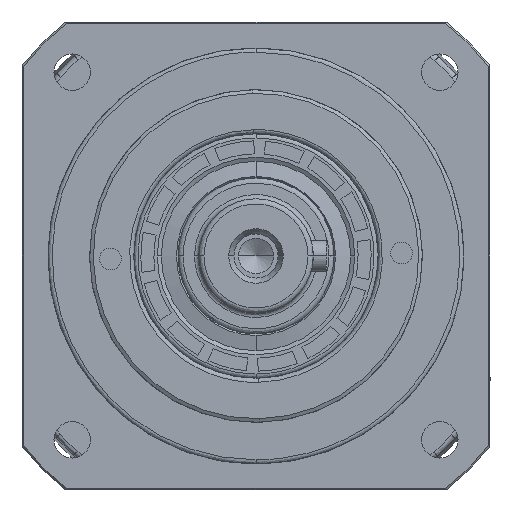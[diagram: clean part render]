
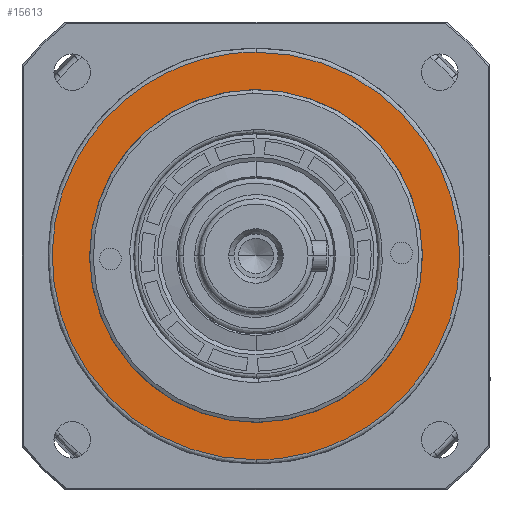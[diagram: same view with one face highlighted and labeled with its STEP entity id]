
A CAD part, left-side view. The second image highlights one B-rep face of the part: STEP entity #15613.
In plain terms, the highlighted planar face has unit normal (-1, 0, 0).
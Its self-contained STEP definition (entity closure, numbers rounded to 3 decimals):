
#1526 = EDGE_CURVE ( 'NONE', #35258, #2102, #3999, .T. ) ;
#2102 = VERTEX_POINT ( 'NONE', #15732 ) ;
#2306 = EDGE_LOOP ( 'NONE', ( #10171, #9198 ) ) ;
#3156 = CARTESIAN_POINT ( 'NONE',  ( 0., 0., 32. ) ) ;
#3353 = EDGE_LOOP ( 'NONE', ( #25177, #20354 ) ) ;
#3999 =( BOUNDED_CURVE ( )  B_SPLINE_CURVE ( 3, ( #24116, #24265, #24348, #24222 ),
 .UNSPECIFIED., .F., .T. ) 
 B_SPLINE_CURVE_WITH_KNOTS ( ( 4, 4 ),
 ( 0., 1. ),
 .UNSPECIFIED. ) 
 CURVE ( )  GEOMETRIC_REPRESENTATION_ITEM ( )  RATIONAL_B_SPLINE_CURVE ( ( 1., 0.333, 0.333, 1. ) ) 
 REPRESENTATION_ITEM ( '' )  );
#6524 = CARTESIAN_POINT ( 'NONE',  ( 0., 78.399, 39.2 ) ) ;
#6651 = CARTESIAN_POINT ( 'NONE',  ( 0., 0., 39.2 ) ) ;
#6970 = VERTEX_POINT ( 'NONE', #3156 ) ;
#7503 = CARTESIAN_POINT ( 'NONE',  ( 0., 0., -39.2 ) ) ;
#9198 = ORIENTED_EDGE ( 'NONE', *, *, #18925, .F. ) ;
#10171 = ORIENTED_EDGE ( 'NONE', *, *, #1526, .F. ) ;
#10264 = CARTESIAN_POINT ( 'NONE',  ( 0., 78.399, -39.2 ) ) ;
#10334 = DIRECTION ( 'NONE',  ( 0., 0., -1. ) ) ;
#10452 = DIRECTION ( 'NONE',  ( 1., 0., 0. ) ) ;
#13586 = AXIS2_PLACEMENT_3D ( 'NONE', #17594, #17431, #16830 ) ;
#15613 = ADVANCED_FACE ( 'NONE', ( #15825, #23082 ), #21427, .F. ) ;
#15640 = EDGE_CURVE ( 'NONE', #16552, #6970, #22231, .T. ) ;
#15732 = CARTESIAN_POINT ( 'NONE',  ( 0., 0., -39.2 ) ) ;
#15825 = FACE_OUTER_BOUND ( 'NONE', #2306, .T. ) ;
#16552 = VERTEX_POINT ( 'NONE', #33223 ) ;
#16655 =( BOUNDED_CURVE ( )  B_SPLINE_CURVE ( 3, ( #7503, #10264, #6524, #6651 ),
 .UNSPECIFIED., .F., .F. ) 
 B_SPLINE_CURVE_WITH_KNOTS ( ( 4, 4 ),
 ( 0., 1. ),
 .UNSPECIFIED. ) 
 CURVE ( )  GEOMETRIC_REPRESENTATION_ITEM ( )  RATIONAL_B_SPLINE_CURVE ( ( 1., 0.333, 0.333, 1. ) ) 
 REPRESENTATION_ITEM ( '' )  );
#16812 = EDGE_CURVE ( 'NONE', #6970, #16552, #33705, .T. ) ;
#16830 = DIRECTION ( 'NONE',  ( 0., 0., 1. ) ) ;
#17090 = DIRECTION ( 'NONE',  ( 0., 0., 1. ) ) ;
#17431 = DIRECTION ( 'NONE',  ( -1., 0., 0. ) ) ;
#17594 = CARTESIAN_POINT ( 'NONE',  ( 0., 0., 0. ) ) ;
#18207 = AXIS2_PLACEMENT_3D ( 'NONE', #30396, #22589, #17090 ) ;
#18925 = EDGE_CURVE ( 'NONE', #2102, #35258, #16655, .T. ) ;
#20046 = AXIS2_PLACEMENT_3D ( 'NONE', #21185, #10452, #10334 ) ;
#20354 = ORIENTED_EDGE ( 'NONE', *, *, #15640, .F. ) ;
#21185 = CARTESIAN_POINT ( 'NONE',  ( 0., 0., 0. ) ) ;
#21427 = PLANE ( 'NONE',  #20046 ) ;
#22231 = CIRCLE ( 'NONE', #18207, 32. ) ;
#22589 = DIRECTION ( 'NONE',  ( -1., 0., 0. ) ) ;
#23082 = FACE_BOUND ( 'NONE', #3353, .T. ) ;
#24116 = CARTESIAN_POINT ( 'NONE',  ( 0., 0., 39.2 ) ) ;
#24222 = CARTESIAN_POINT ( 'NONE',  ( 0., 0., -39.2 ) ) ;
#24265 = CARTESIAN_POINT ( 'NONE',  ( 0., -78.399, 39.2 ) ) ;
#24348 = CARTESIAN_POINT ( 'NONE',  ( 0., -78.399, -39.2 ) ) ;
#25177 = ORIENTED_EDGE ( 'NONE', *, *, #16812, .F. ) ;
#30396 = CARTESIAN_POINT ( 'NONE',  ( 0., 0., 0. ) ) ;
#33223 = CARTESIAN_POINT ( 'NONE',  ( 0., 0., -32. ) ) ;
#33705 = CIRCLE ( 'NONE', #13586, 32. ) ;
#34473 = CARTESIAN_POINT ( 'NONE',  ( 0., 0., 39.2 ) ) ;
#35258 = VERTEX_POINT ( 'NONE', #34473 ) ;
